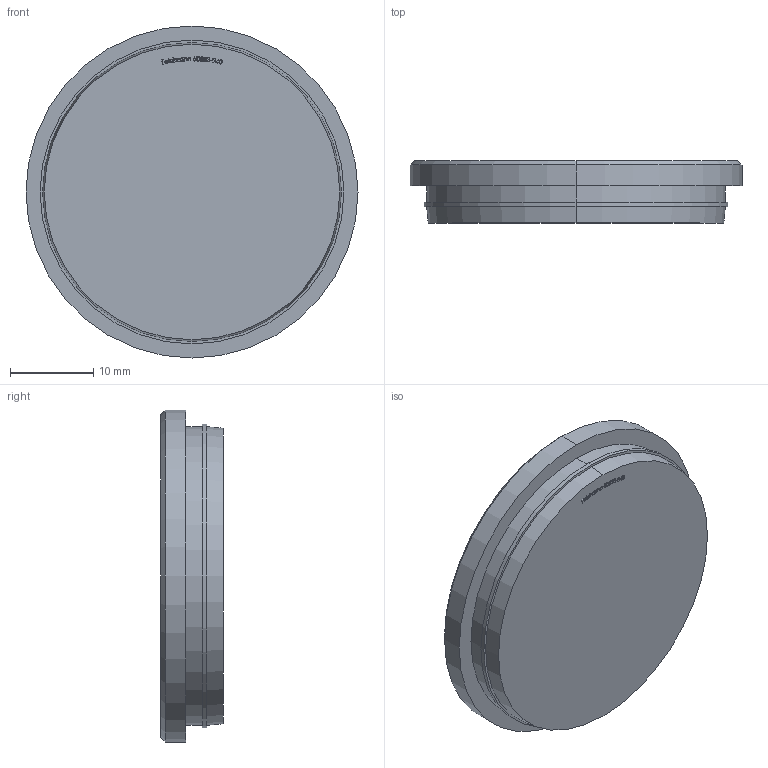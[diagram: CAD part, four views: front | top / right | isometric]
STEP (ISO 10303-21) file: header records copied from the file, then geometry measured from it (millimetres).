
FILE_DESCRIPTION (( 'STEP AP203' ), '1' );
FILE_NAME ('50833-240.step', '2018-11-29T13:40:10', ( '' ), ( '' ), 'SwSTEP 2.0', 'SolidWorks 2015', '' );
FILE_SCHEMA (( 'CONFIG_CONTROL_DESIGN' ));
Length unit declared in the file: millimetre
Products named in the file (1): 50833-240
Bounding box: 40 x 7.5 x 40 mm (x, y, z)
Volume: 8328.9 mm3; surface area: 3428.8 mm2
Topology: 1 solids, 1 shells, 254 faces, 670 edges, 446 vertices
Faces by surface type: bspline 125, plane 119, cylinder 6, cone 4
Entity records: 14695 total; most frequent: CARTESIAN_POINT 9168, ORIENTED_EDGE 1340, DIRECTION 698, EDGE_CURVE 670, VERTEX_POINT 446, VECTOR 402, LINE 402, EDGE_LOOP 282
